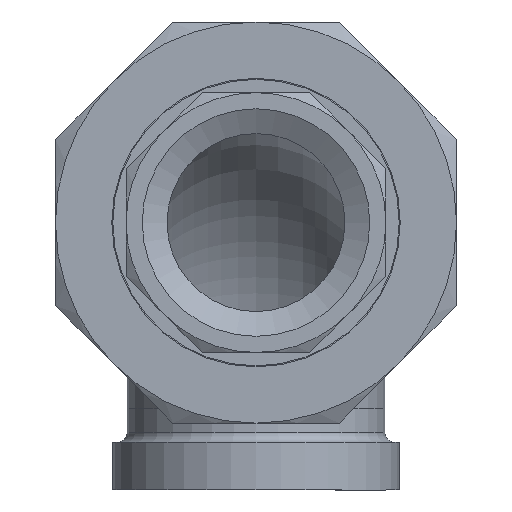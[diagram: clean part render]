
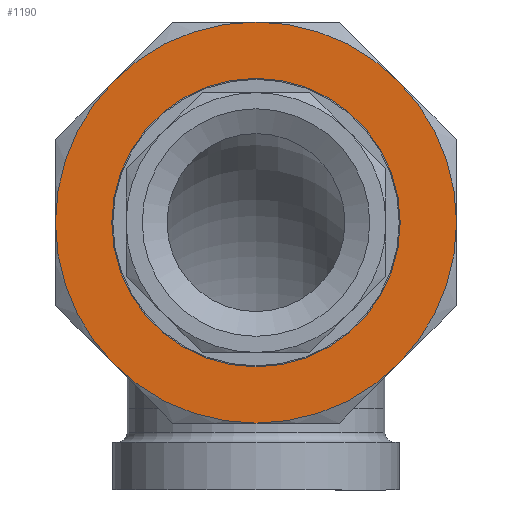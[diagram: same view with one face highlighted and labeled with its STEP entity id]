
A CAD part, left-side view. The second image highlights one B-rep face of the part: STEP entity #1190.
In plain terms, the highlighted planar face has unit normal (-1, 0, 0).
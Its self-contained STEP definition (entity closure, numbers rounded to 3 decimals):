
#125=FACE_BOUND('',#384,.T.);
#148=PLANE('',#1382);
#300=FACE_OUTER_BOUND('',#383,.T.);
#383=EDGE_LOOP('',(#934,#935,#936,#937,#938,#939,#940,#941));
#384=EDGE_LOOP('',(#942));
#451=CIRCLE('',#1333,15.1);
#453=CIRCLE('',#1337,21.);
#454=CIRCLE('',#1339,21.);
#455=CIRCLE('',#1341,21.);
#456=CIRCLE('',#1343,21.);
#457=CIRCLE('',#1345,21.);
#458=CIRCLE('',#1347,21.);
#459=CIRCLE('',#1349,21.);
#460=CIRCLE('',#1351,21.);
#528=VERTEX_POINT('',#1876);
#531=VERTEX_POINT('',#1884);
#532=VERTEX_POINT('',#1888);
#534=VERTEX_POINT('',#1895);
#536=VERTEX_POINT('',#1905);
#538=VERTEX_POINT('',#1918);
#540=VERTEX_POINT('',#1928);
#542=VERTEX_POINT('',#1938);
#544=VERTEX_POINT('',#1948);
#638=EDGE_CURVE('',#528,#528,#451,.T.);
#642=EDGE_CURVE('',#531,#532,#453,.T.);
#645=EDGE_CURVE('',#534,#531,#454,.T.);
#648=EDGE_CURVE('',#536,#534,#455,.T.);
#650=EDGE_CURVE('',#538,#536,#456,.T.);
#653=EDGE_CURVE('',#540,#538,#457,.T.);
#656=EDGE_CURVE('',#542,#540,#458,.T.);
#659=EDGE_CURVE('',#544,#542,#459,.T.);
#662=EDGE_CURVE('',#532,#544,#460,.T.);
#934=ORIENTED_EDGE('',*,*,#662,.T.);
#935=ORIENTED_EDGE('',*,*,#659,.T.);
#936=ORIENTED_EDGE('',*,*,#656,.T.);
#937=ORIENTED_EDGE('',*,*,#653,.T.);
#938=ORIENTED_EDGE('',*,*,#650,.T.);
#939=ORIENTED_EDGE('',*,*,#648,.T.);
#940=ORIENTED_EDGE('',*,*,#645,.T.);
#941=ORIENTED_EDGE('',*,*,#642,.T.);
#942=ORIENTED_EDGE('',*,*,#638,.T.);
#1190=ADVANCED_FACE('',(#300,#125),#148,.T.);
#1333=AXIS2_PLACEMENT_3D('',#1878,#1507,#1508);
#1337=AXIS2_PLACEMENT_3D('',#1892,#1515,#1516);
#1339=AXIS2_PLACEMENT_3D('',#1902,#1519,#1520);
#1341=AXIS2_PLACEMENT_3D('',#1912,#1523,#1524);
#1343=AXIS2_PLACEMENT_3D('',#1919,#1527,#1528);
#1345=AXIS2_PLACEMENT_3D('',#1929,#1531,#1532);
#1347=AXIS2_PLACEMENT_3D('',#1939,#1535,#1536);
#1349=AXIS2_PLACEMENT_3D('',#1949,#1539,#1540);
#1351=AXIS2_PLACEMENT_3D('',#1958,#1543,#1544);
#1382=AXIS2_PLACEMENT_3D('',#2069,#1615,#1616);
#1507=DIRECTION('center_axis',(1.,0.,0.));
#1508=DIRECTION('ref_axis',(0.,0.,-1.));
#1515=DIRECTION('center_axis',(-1.,0.,0.));
#1516=DIRECTION('ref_axis',(0.,1.,0.));
#1519=DIRECTION('center_axis',(-1.,0.,0.));
#1520=DIRECTION('ref_axis',(0.,1.,0.));
#1523=DIRECTION('center_axis',(-1.,0.,0.));
#1524=DIRECTION('ref_axis',(0.,1.,0.));
#1527=DIRECTION('center_axis',(-1.,0.,0.));
#1528=DIRECTION('ref_axis',(0.,1.,0.));
#1531=DIRECTION('center_axis',(-1.,0.,0.));
#1532=DIRECTION('ref_axis',(0.,1.,0.));
#1535=DIRECTION('center_axis',(-1.,0.,0.));
#1536=DIRECTION('ref_axis',(0.,1.,0.));
#1539=DIRECTION('center_axis',(-1.,0.,0.));
#1540=DIRECTION('ref_axis',(0.,1.,0.));
#1543=DIRECTION('center_axis',(-1.,0.,0.));
#1544=DIRECTION('ref_axis',(0.,1.,0.));
#1615=DIRECTION('center_axis',(-1.,0.,0.));
#1616=DIRECTION('ref_axis',(0.,0.,1.));
#1876=CARTESIAN_POINT('',(-17.,0.,15.1));
#1878=CARTESIAN_POINT('Origin',(-17.,0.,0.));
#1884=CARTESIAN_POINT('',(-17.,0.,21.));
#1888=CARTESIAN_POINT('',(-17.,14.849,14.849));
#1892=CARTESIAN_POINT('Origin',(-17.,0.,0.));
#1895=CARTESIAN_POINT('',(-17.,-14.849,14.849));
#1902=CARTESIAN_POINT('Origin',(-17.,0.,0.));
#1905=CARTESIAN_POINT('',(-17.,-21.,0.));
#1912=CARTESIAN_POINT('Origin',(-17.,0.,0.));
#1918=CARTESIAN_POINT('',(-17.,-14.849,-14.849));
#1919=CARTESIAN_POINT('Origin',(-17.,0.,0.));
#1928=CARTESIAN_POINT('',(-17.,0.,-21.));
#1929=CARTESIAN_POINT('Origin',(-17.,0.,0.));
#1938=CARTESIAN_POINT('',(-17.,14.849,-14.849));
#1939=CARTESIAN_POINT('Origin',(-17.,0.,0.));
#1948=CARTESIAN_POINT('',(-17.,21.,0.));
#1949=CARTESIAN_POINT('Origin',(-17.,0.,0.));
#1958=CARTESIAN_POINT('Origin',(-17.,0.,0.));
#2069=CARTESIAN_POINT('Origin',(-17.,0.,0.));
